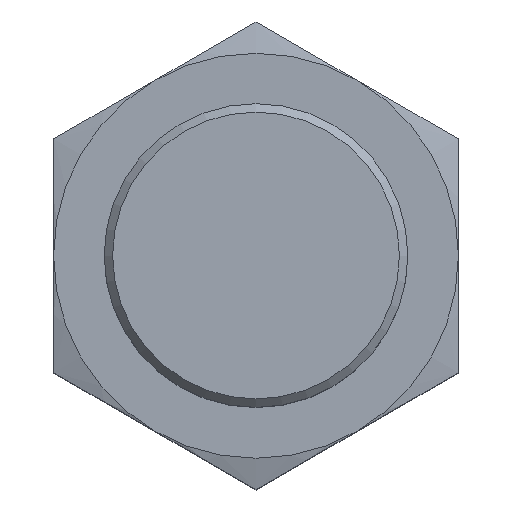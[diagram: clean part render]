
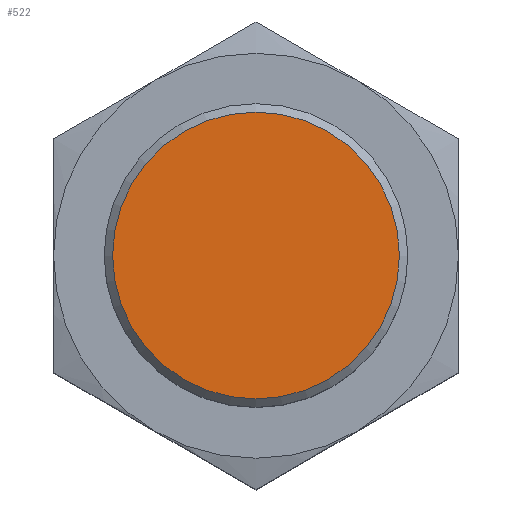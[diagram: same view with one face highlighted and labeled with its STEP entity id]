
A CAD part, top view. The second image highlights one B-rep face of the part: STEP entity #522.
In plain terms, the highlighted face is planar.
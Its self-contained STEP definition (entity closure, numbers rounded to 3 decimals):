
#103=ORIENTED_EDGE('',*,*,#233,.F.);
#233=EDGE_CURVE('',#298,#298,#345,.T.);
#298=VERTEX_POINT('',#833);
#345=CIRCLE('',#592,8.5);
#376=EDGE_LOOP('',(#103));
#442=FACE_BOUND('',#376,.T.);
#508=PLANE('',#591);
#522=ADVANCED_FACE('',(#442),#508,.F.);
#591=AXIS2_PLACEMENT_3D('',#831,#670,#671);
#592=AXIS2_PLACEMENT_3D('',#832,#672,#673);
#670=DIRECTION('',(1.,0.,0.));
#671=DIRECTION('',(0.,0.,-1.));
#672=DIRECTION('',(1.,0.,0.));
#673=DIRECTION('',(0.,0.,-1.));
#831=CARTESIAN_POINT('',(0.,0.,0.));
#832=CARTESIAN_POINT('',(0.,0.,0.));
#833=CARTESIAN_POINT('',(0.,0.,-8.5));
